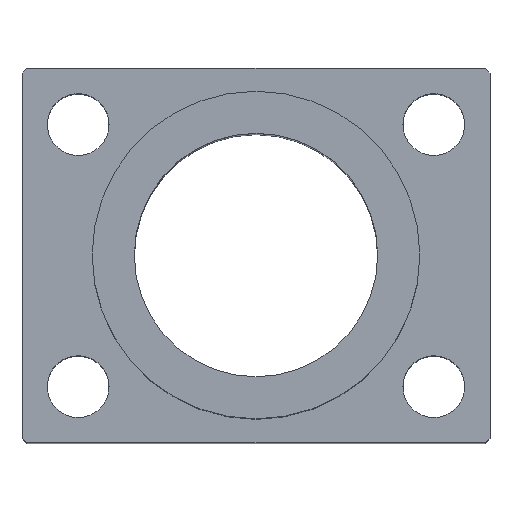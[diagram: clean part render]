
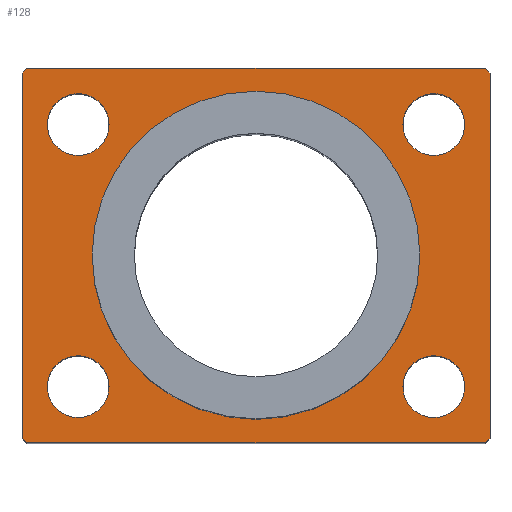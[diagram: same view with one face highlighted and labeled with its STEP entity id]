
A CAD part, top view. The second image highlights one B-rep face of the part: STEP entity #128.
In plain terms, the highlighted planar face has unit normal (0, 0, 1).
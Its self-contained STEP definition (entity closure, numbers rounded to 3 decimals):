
#128 = ADVANCED_FACE( '', ( #248, #249, #250, #251, #252, #253 ), #254, .T. );
#248 = FACE_BOUND( '', #379, .T. );
#249 = FACE_BOUND( '', #380, .T. );
#250 = FACE_BOUND( '', #381, .T. );
#251 = FACE_BOUND( '', #382, .T. );
#252 = FACE_BOUND( '', #383, .T. );
#253 = FACE_OUTER_BOUND( '', #384, .T. );
#254 = PLANE( '', #385 );
#379 = EDGE_LOOP( '', ( #768, #769 ) );
#380 = EDGE_LOOP( '', ( #770, #771 ) );
#381 = EDGE_LOOP( '', ( #772, #773 ) );
#382 = EDGE_LOOP( '', ( #774, #775 ) );
#383 = EDGE_LOOP( '', ( #776, #777 ) );
#384 = EDGE_LOOP( '', ( #778, #779, #780, #781, #782, #783, #784, #785 ) );
#385 = AXIS2_PLACEMENT_3D( '', #786, #787, #788 );
#768 = ORIENTED_EDGE( '', *, *, #879, .T. );
#769 = ORIENTED_EDGE( '', *, *, #880, .T. );
#770 = ORIENTED_EDGE( '', *, *, #871, .T. );
#771 = ORIENTED_EDGE( '', *, *, #884, .T. );
#772 = ORIENTED_EDGE( '', *, *, #863, .T. );
#773 = ORIENTED_EDGE( '', *, *, #888, .T. );
#774 = ORIENTED_EDGE( '', *, *, #843, .T. );
#775 = ORIENTED_EDGE( '', *, *, #896, .T. );
#776 = ORIENTED_EDGE( '', *, *, #811, .T. );
#777 = ORIENTED_EDGE( '', *, *, #911, .T. );
#778 = ORIENTED_EDGE( '', *, *, #912, .F. );
#779 = ORIENTED_EDGE( '', *, *, #934, .F. );
#780 = ORIENTED_EDGE( '', *, *, #931, .F. );
#781 = ORIENTED_EDGE( '', *, *, #928, .F. );
#782 = ORIENTED_EDGE( '', *, *, #925, .F. );
#783 = ORIENTED_EDGE( '', *, *, #922, .F. );
#784 = ORIENTED_EDGE( '', *, *, #919, .F. );
#785 = ORIENTED_EDGE( '', *, *, #916, .F. );
#786 = CARTESIAN_POINT( '', ( 0., 0., 50. ) );
#787 = DIRECTION( '', ( 0., 0., 1. ) );
#788 = DIRECTION( '', ( 1., 0., 0. ) );
#811 = EDGE_CURVE( '', #939, #936, #940, .T. );
#843 = EDGE_CURVE( '', #997, #1001, #1003, .T. );
#863 = EDGE_CURVE( '', #1033, #1037, #1039, .T. );
#871 = EDGE_CURVE( '', #1049, #1053, #1055, .T. );
#879 = EDGE_CURVE( '', #1065, #1069, #1071, .T. );
#880 = EDGE_CURVE( '', #1069, #1065, #1072, .T. );
#884 = EDGE_CURVE( '', #1053, #1049, #1076, .T. );
#888 = EDGE_CURVE( '', #1037, #1033, #1080, .T. );
#896 = EDGE_CURVE( '', #1001, #997, #1088, .T. );
#911 = EDGE_CURVE( '', #936, #939, #1103, .T. );
#912 = EDGE_CURVE( '', #1104, #1105, #1106, .T. );
#916 = EDGE_CURVE( '', #1105, #1112, #1113, .T. );
#919 = EDGE_CURVE( '', #1112, #1117, #1118, .T. );
#922 = EDGE_CURVE( '', #1117, #1122, #1123, .T. );
#925 = EDGE_CURVE( '', #1122, #1127, #1128, .T. );
#928 = EDGE_CURVE( '', #1127, #1132, #1133, .T. );
#931 = EDGE_CURVE( '', #1132, #1137, #1138, .T. );
#934 = EDGE_CURVE( '', #1137, #1104, #1142, .T. );
#936 = VERTEX_POINT( '', #1144 );
#939 = VERTEX_POINT( '', #1148 );
#940 = CIRCLE( '', #1149, 17.5 );
#997 = VERTEX_POINT( '', #1285 );
#1001 = VERTEX_POINT( '', #1290 );
#1003 = CIRCLE( '', #1293, 3.3 );
#1033 = VERTEX_POINT( '', #1333 );
#1037 = VERTEX_POINT( '', #1338 );
#1039 = CIRCLE( '', #1341, 3.3 );
#1049 = VERTEX_POINT( '', #1353 );
#1053 = VERTEX_POINT( '', #1358 );
#1055 = CIRCLE( '', #1361, 3.3 );
#1065 = VERTEX_POINT( '', #1373 );
#1069 = VERTEX_POINT( '', #1378 );
#1071 = CIRCLE( '', #1381, 3.3 );
#1072 = CIRCLE( '', #1382, 3.3 );
#1076 = CIRCLE( '', #1386, 3.3 );
#1080 = CIRCLE( '', #1390, 3.3 );
#1088 = CIRCLE( '', #1398, 3.3 );
#1103 = CIRCLE( '', #1413, 17.5 );
#1104 = VERTEX_POINT( '', #1414 );
#1105 = VERTEX_POINT( '', #1415 );
#1106 = LINE( '', #1416, #1417 );
#1112 = VERTEX_POINT( '', #1426 );
#1113 = LINE( '', #1427, #1428 );
#1117 = VERTEX_POINT( '', #1434 );
#1118 = LINE( '', #1435, #1436 );
#1122 = VERTEX_POINT( '', #1442 );
#1123 = LINE( '', #1443, #1444 );
#1127 = VERTEX_POINT( '', #1450 );
#1128 = LINE( '', #1451, #1452 );
#1132 = VERTEX_POINT( '', #1458 );
#1133 = LINE( '', #1459, #1460 );
#1137 = VERTEX_POINT( '', #1466 );
#1138 = LINE( '', #1467, #1468 );
#1142 = LINE( '', #1474, #1475 );
#1144 = CARTESIAN_POINT( '', ( 0., 37.5, 50. ) );
#1148 = CARTESIAN_POINT( '', ( 0., 2.5, 50. ) );
#1149 = AXIS2_PLACEMENT_3D( '', #1479, #1480, #1481 );
#1285 = CARTESIAN_POINT( '', ( 22.3, 6., 50. ) );
#1290 = CARTESIAN_POINT( '', ( 15.7, 6., 50. ) );
#1293 = AXIS2_PLACEMENT_3D( '', #1539, #1540, #1541 );
#1333 = CARTESIAN_POINT( '', ( -15.7, 6., 50. ) );
#1338 = CARTESIAN_POINT( '', ( -22.3, 6., 50. ) );
#1341 = AXIS2_PLACEMENT_3D( '', #1575, #1576, #1577 );
#1353 = CARTESIAN_POINT( '', ( 22.3, 34., 50. ) );
#1358 = CARTESIAN_POINT( '', ( 15.7, 34., 50. ) );
#1361 = AXIS2_PLACEMENT_3D( '', #1591, #1592, #1593 );
#1373 = CARTESIAN_POINT( '', ( -15.7, 34., 50. ) );
#1378 = CARTESIAN_POINT( '', ( -22.3, 34., 50. ) );
#1381 = AXIS2_PLACEMENT_3D( '', #1607, #1608, #1609 );
#1382 = AXIS2_PLACEMENT_3D( '', #1610, #1611, #1612 );
#1386 = AXIS2_PLACEMENT_3D( '', #1622, #1623, #1624 );
#1390 = AXIS2_PLACEMENT_3D( '', #1634, #1635, #1636 );
#1398 = AXIS2_PLACEMENT_3D( '', #1658, #1659, #1660 );
#1413 = AXIS2_PLACEMENT_3D( '', #1703, #1704, #1705 );
#1414 = CARTESIAN_POINT( '', ( -25., 39.5, 50. ) );
#1415 = CARTESIAN_POINT( '', ( -24.5, 40., 50. ) );
#1416 = CARTESIAN_POINT( '', ( -24.5, 40., 50. ) );
#1417 = VECTOR( '', #1706, 1. );
#1426 = CARTESIAN_POINT( '', ( 24.5, 40., 50. ) );
#1427 = CARTESIAN_POINT( '', ( 24.5, 40., 50. ) );
#1428 = VECTOR( '', #1710, 1. );
#1434 = CARTESIAN_POINT( '', ( 25., 39.5, 50. ) );
#1435 = CARTESIAN_POINT( '', ( 25., 39.5, 50. ) );
#1436 = VECTOR( '', #1713, 1. );
#1442 = CARTESIAN_POINT( '', ( 25., 0.5, 50. ) );
#1443 = CARTESIAN_POINT( '', ( 25., 0.5, 50. ) );
#1444 = VECTOR( '', #1716, 1. );
#1450 = CARTESIAN_POINT( '', ( 24.5, 0., 50. ) );
#1451 = CARTESIAN_POINT( '', ( 24.5, 0., 50. ) );
#1452 = VECTOR( '', #1719, 1. );
#1458 = CARTESIAN_POINT( '', ( -24.5, 0., 50. ) );
#1459 = CARTESIAN_POINT( '', ( -24.5, 0., 50. ) );
#1460 = VECTOR( '', #1722, 1. );
#1466 = CARTESIAN_POINT( '', ( -25., 0.5, 50. ) );
#1467 = CARTESIAN_POINT( '', ( -25., 0.5, 50. ) );
#1468 = VECTOR( '', #1725, 1. );
#1474 = CARTESIAN_POINT( '', ( -25., 39.5, 50. ) );
#1475 = VECTOR( '', #1728, 1. );
#1479 = CARTESIAN_POINT( '', ( 0., 20., 50. ) );
#1480 = DIRECTION( '', ( 0., 0., -1. ) );
#1481 = DIRECTION( '', ( 0., 1., 0. ) );
#1539 = CARTESIAN_POINT( '', ( 19., 6., 50. ) );
#1540 = DIRECTION( '', ( 0., 0., -1. ) );
#1541 = DIRECTION( '', ( 1., 0., 0. ) );
#1575 = CARTESIAN_POINT( '', ( -19., 6., 50. ) );
#1576 = DIRECTION( '', ( 0., 0., -1. ) );
#1577 = DIRECTION( '', ( 1., 0., 0. ) );
#1591 = CARTESIAN_POINT( '', ( 19., 34., 50. ) );
#1592 = DIRECTION( '', ( 0., 0., -1. ) );
#1593 = DIRECTION( '', ( 1., 0., 0. ) );
#1607 = CARTESIAN_POINT( '', ( -19., 34., 50. ) );
#1608 = DIRECTION( '', ( 0., 0., -1. ) );
#1609 = DIRECTION( '', ( 1., 0., 0. ) );
#1610 = CARTESIAN_POINT( '', ( -19., 34., 50. ) );
#1611 = DIRECTION( '', ( 0., 0., -1. ) );
#1612 = DIRECTION( '', ( 1., 0., 0. ) );
#1622 = CARTESIAN_POINT( '', ( 19., 34., 50. ) );
#1623 = DIRECTION( '', ( 0., 0., -1. ) );
#1624 = DIRECTION( '', ( 1., 0., 0. ) );
#1634 = CARTESIAN_POINT( '', ( -19., 6., 50. ) );
#1635 = DIRECTION( '', ( 0., 0., -1. ) );
#1636 = DIRECTION( '', ( 1., 0., 0. ) );
#1658 = CARTESIAN_POINT( '', ( 19., 6., 50. ) );
#1659 = DIRECTION( '', ( 0., 0., -1. ) );
#1660 = DIRECTION( '', ( 1., 0., 0. ) );
#1703 = CARTESIAN_POINT( '', ( 0., 20., 50. ) );
#1704 = DIRECTION( '', ( 0., 0., -1. ) );
#1705 = DIRECTION( '', ( 0., 1., 0. ) );
#1706 = DIRECTION( '', ( 0.707, 0.707, 0. ) );
#1710 = DIRECTION( '', ( 1., 0., 0. ) );
#1713 = DIRECTION( '', ( 0.707, -0.707, 0. ) );
#1716 = DIRECTION( '', ( 0., -1., 0. ) );
#1719 = DIRECTION( '', ( -0.707, -0.707, 0. ) );
#1722 = DIRECTION( '', ( -1., 0., 0. ) );
#1725 = DIRECTION( '', ( -0.707, 0.707, 0. ) );
#1728 = DIRECTION( '', ( 0., 1., 0. ) );
